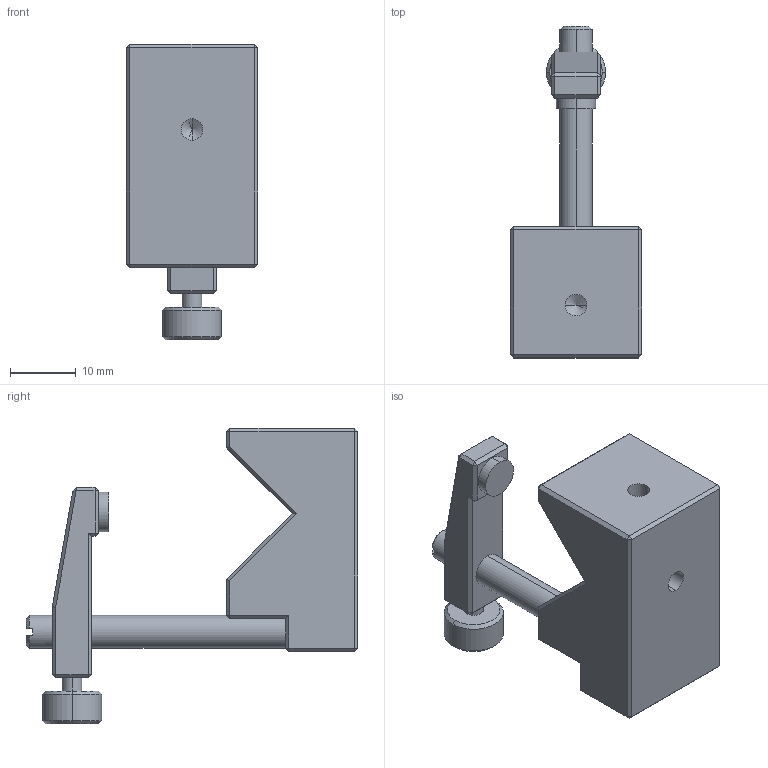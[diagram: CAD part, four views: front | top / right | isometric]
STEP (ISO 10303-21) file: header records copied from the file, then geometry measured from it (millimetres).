
FILE_DESCRIPTION (( 'STEP AP203' ), '1' );
FILE_NAME ('GCM-060201M三维外形图.STEP', '2016-12-30T00:25:25', ( '' ), ( '' ), 'SwSTEP 2.0', 'SolidWorks 2015', '' );
FILE_SCHEMA (( 'CONFIG_CONTROL_DESIGN' ));
Length unit declared in the file: millimetre
Products named in the file (2): GCM-060201M三维外形图
Bounding box: 20 x 50.5 x 45 mm (x, y, z)
Volume: 11722.9 mm3; surface area: 5115 mm2
Topology: 1 solids, 1 shells, 136 faces, 291 edges, 161 vertices
Faces by surface type: plane 108, cylinder 16, cone 11, bspline 1
Entity records: 3883 total; most frequent: CARTESIAN_POINT 851, DIRECTION 593, ORIENTED_EDGE 574, EDGE_CURVE 287, LINE 237, VECTOR 237, AXIS2_PLACEMENT_3D 178, VERTEX_POINT 161
